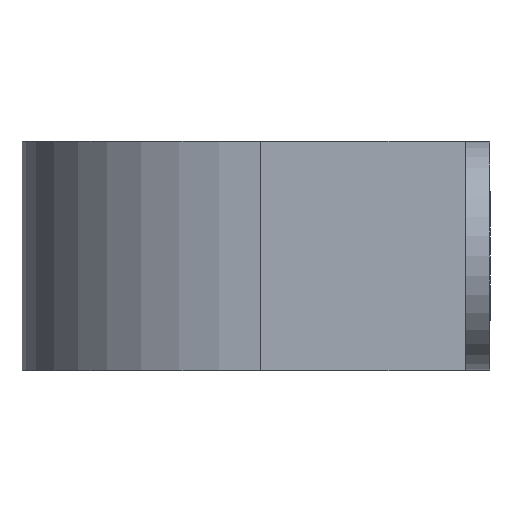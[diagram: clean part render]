
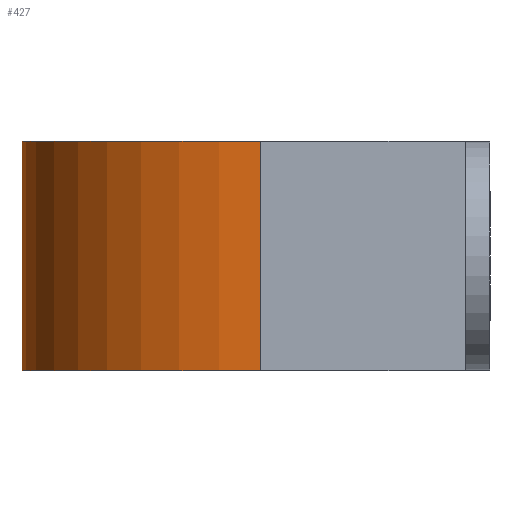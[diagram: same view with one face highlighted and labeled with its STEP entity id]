
A CAD part, left-side view. The second image highlights one B-rep face of the part: STEP entity #427.
In plain terms, the highlighted cylindrical face has radius 15.6 mm (diameter 31.2 mm), a partial arc.
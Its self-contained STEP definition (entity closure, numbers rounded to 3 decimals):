
#9 = VERTEX_POINT ( 'NONE', #214 ) ;
#41 = FACE_OUTER_BOUND ( 'NONE', #441, .T. ) ;
#80 = CARTESIAN_POINT ( 'NONE',  ( 15.6, 15., 7.5 ) ) ;
#102 = EDGE_CURVE ( 'NONE', #880, #9, #797, .T. ) ;
#107 = AXIS2_PLACEMENT_3D ( 'NONE', #524, #478, #737 ) ;
#113 = CYLINDRICAL_SURFACE ( 'NONE', #824, 15.6 ) ;
#122 = LINE ( 'NONE', #390, #501 ) ;
#187 = EDGE_CURVE ( 'NONE', #9, #867, #516, .T. ) ;
#214 = CARTESIAN_POINT ( 'NONE',  ( 15.6, 15., -7.5 ) ) ;
#216 = ORIENTED_EDGE ( 'NONE', *, *, #621, .F. ) ;
#281 = VECTOR ( 'NONE', #868, 1000. ) ;
#326 = CARTESIAN_POINT ( 'NONE',  ( 0., 15., 7.5 ) ) ;
#350 = EDGE_CURVE ( 'NONE', #693, #867, #122, .T. ) ;
#390 = CARTESIAN_POINT ( 'NONE',  ( -15.6, 15., 7.5 ) ) ;
#404 = CARTESIAN_POINT ( 'NONE',  ( 15.6, 15., 7.5 ) ) ;
#427 = ADVANCED_FACE ( 'NONE', ( #41 ), #113, .T. ) ;
#441 = EDGE_LOOP ( 'NONE', ( #575, #502, #216, #800 ) ) ;
#478 = DIRECTION ( 'NONE',  ( 0., 0., 1. ) ) ;
#501 = VECTOR ( 'NONE', #546, 1000. ) ;
#502 = ORIENTED_EDGE ( 'NONE', *, *, #350, .F. ) ;
#516 = CIRCLE ( 'NONE', #107, 15.6 ) ;
#524 = CARTESIAN_POINT ( 'NONE',  ( 0., 15., -7.5 ) ) ;
#540 = DIRECTION ( 'NONE',  ( 0., 0., -1. ) ) ;
#546 = DIRECTION ( 'NONE',  ( 0., 0., -1. ) ) ;
#554 = CIRCLE ( 'NONE', #768, 15.6 ) ;
#575 = ORIENTED_EDGE ( 'NONE', *, *, #187, .T. ) ;
#621 = EDGE_CURVE ( 'NONE', #880, #693, #554, .T. ) ;
#693 = VERTEX_POINT ( 'NONE', #912 ) ;
#737 = DIRECTION ( 'NONE',  ( 1., 0., 0. ) ) ;
#740 = DIRECTION ( 'NONE',  ( 0., 0., 1. ) ) ;
#768 = AXIS2_PLACEMENT_3D ( 'NONE', #889, #740, #897 ) ;
#797 = LINE ( 'NONE', #80, #281 ) ;
#800 = ORIENTED_EDGE ( 'NONE', *, *, #102, .T. ) ;
#824 = AXIS2_PLACEMENT_3D ( 'NONE', #326, #540, #829 ) ;
#829 = DIRECTION ( 'NONE',  ( -1., 0., 0. ) ) ;
#867 = VERTEX_POINT ( 'NONE', #927 ) ;
#868 = DIRECTION ( 'NONE',  ( 0., 0., -1. ) ) ;
#880 = VERTEX_POINT ( 'NONE', #404 ) ;
#889 = CARTESIAN_POINT ( 'NONE',  ( 0., 15., 7.5 ) ) ;
#897 = DIRECTION ( 'NONE',  ( -1., 0., 0. ) ) ;
#912 = CARTESIAN_POINT ( 'NONE',  ( -15.6, 15., 7.5 ) ) ;
#927 = CARTESIAN_POINT ( 'NONE',  ( -15.6, 15., -7.5 ) ) ;
